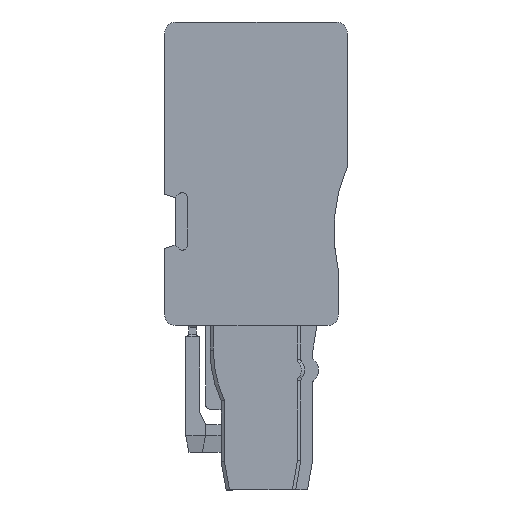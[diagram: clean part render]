
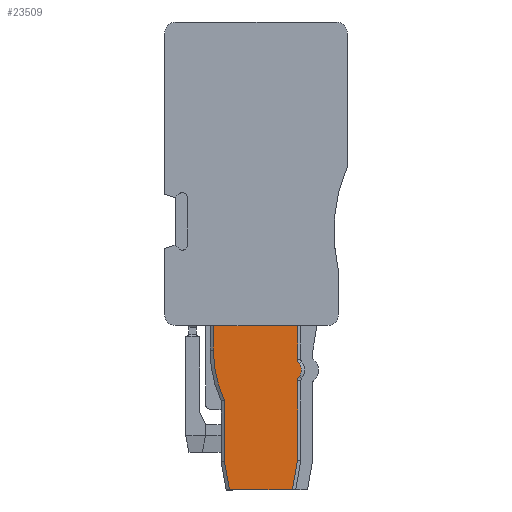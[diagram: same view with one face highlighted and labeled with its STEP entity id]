
A CAD part, left-side view. The second image highlights one B-rep face of the part: STEP entity #23509.
In plain terms, the highlighted planar face has unit normal (-1, 0, 0).
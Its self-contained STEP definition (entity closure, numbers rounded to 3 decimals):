
#23425=AXIS2_PLACEMENT_3D('Plane Axis2P3D',#23422,#23423,#23424) ;
#23438=AXIS2_PLACEMENT_3D('Circle Axis2P3D',#23436,#23437,$) ;
#23445=AXIS2_PLACEMENT_3D('Circle Axis2P3D',#23443,#23444,$) ;
#23452=AXIS2_PLACEMENT_3D('Circle Axis2P3D',#23450,#23451,$) ;
#23464=AXIS2_PLACEMENT_3D('Circle Axis2P3D',#23462,#23463,$) ;
#13498=CARTESIAN_POINT('Vertex',(0.7,12.1,14.85)) ;
#13501=CARTESIAN_POINT('Line Origine',(0.7,8.3,14.85)) ;
#13505=CARTESIAN_POINT('Vertex',(0.7,4.5,14.85)) ;
#23406=CARTESIAN_POINT('Vertex',(0.7,12.1,12.633)) ;
#23409=CARTESIAN_POINT('Line Origine',(0.7,12.1,13.741)) ;
#23422=CARTESIAN_POINT('Axis2P3D Location',(0.7,7.5,14.85)) ;
#23427=CARTESIAN_POINT('Line Origine',(0.7,4.5,6.266)) ;
#23431=CARTESIAN_POINT('Vertex',(0.7,4.5,2.67)) ;
#23433=CARTESIAN_POINT('Vertex',(0.7,4.5,9.862)) ;
#23436=CARTESIAN_POINT('Axis2P3D Location',(0.7,3.9,9.862)) ;
#23440=CARTESIAN_POINT('Vertex',(0.7,4.36,10.247)) ;
#23443=CARTESIAN_POINT('Axis2P3D Location',(0.7,5.05,10.825)) ;
#23447=CARTESIAN_POINT('Vertex',(0.7,4.36,11.403)) ;
#23450=CARTESIAN_POINT('Axis2P3D Location',(0.7,3.9,11.788)) ;
#23454=CARTESIAN_POINT('Vertex',(0.7,4.5,11.788)) ;
#23457=CARTESIAN_POINT('Line Origine',(0.7,4.5,13.319)) ;
#23462=CARTESIAN_POINT('Axis2P3D Location',(0.7,1.4,12.633)) ;
#23466=CARTESIAN_POINT('Vertex',(0.7,11.1,8.116)) ;
#23469=CARTESIAN_POINT('Line Origine',(0.7,11.1,5.347)) ;
#23473=CARTESIAN_POINT('Vertex',(0.7,11.1,2.578)) ;
#23476=CARTESIAN_POINT('Line Origine',(0.7,10.873,1.289)) ;
#23480=CARTESIAN_POINT('Vertex',(0.7,10.645,0.)) ;
#23483=CARTESIAN_POINT('Line Origine',(0.7,7.808,0.)) ;
#23487=CARTESIAN_POINT('Vertex',(0.7,4.971,0.)) ;
#23490=CARTESIAN_POINT('Line Origine',(0.7,4.735,1.335)) ;
#13502=DIRECTION('Vector Direction',(0.,1.,0.)) ;
#23410=DIRECTION('Vector Direction',(0.,0.,-1.)) ;
#23423=DIRECTION('Axis2P3D Direction',(1.,0.,0.)) ;
#23424=DIRECTION('Axis2P3D XDirection',(0.,1.,0.)) ;
#23428=DIRECTION('Vector Direction',(0.,0.,1.)) ;
#23437=DIRECTION('Axis2P3D Direction',(1.,0.,0.)) ;
#23444=DIRECTION('Axis2P3D Direction',(1.,0.,0.)) ;
#23451=DIRECTION('Axis2P3D Direction',(1.,0.,0.)) ;
#23458=DIRECTION('Vector Direction',(0.,0.,1.)) ;
#23463=DIRECTION('Axis2P3D Direction',(1.,0.,0.)) ;
#23470=DIRECTION('Vector Direction',(0.,0.,1.)) ;
#23477=DIRECTION('Vector Direction',(0.,-0.174,-0.985)) ;
#23484=DIRECTION('Vector Direction',(0.,1.,0.)) ;
#23491=DIRECTION('Vector Direction',(0.,-0.174,0.985)) ;
#13503=VECTOR('Line Direction',#13502,1.) ;
#23411=VECTOR('Line Direction',#23410,1.) ;
#23429=VECTOR('Line Direction',#23428,1.) ;
#23459=VECTOR('Line Direction',#23458,1.) ;
#23471=VECTOR('Line Direction',#23470,1.) ;
#23478=VECTOR('Line Direction',#23477,1.) ;
#23485=VECTOR('Line Direction',#23484,1.) ;
#23492=VECTOR('Line Direction',#23491,1.) ;
#23496=ORIENTED_EDGE('',*,*,#23435,.T.) ;
#23497=ORIENTED_EDGE('',*,*,#23442,.F.) ;
#23498=ORIENTED_EDGE('',*,*,#23449,.F.) ;
#23499=ORIENTED_EDGE('',*,*,#23456,.F.) ;
#23500=ORIENTED_EDGE('',*,*,#23461,.T.) ;
#23501=ORIENTED_EDGE('',*,*,#13507,.F.) ;
#23502=ORIENTED_EDGE('',*,*,#23413,.T.) ;
#23503=ORIENTED_EDGE('',*,*,#23468,.T.) ;
#23504=ORIENTED_EDGE('',*,*,#23475,.T.) ;
#23505=ORIENTED_EDGE('',*,*,#23482,.F.) ;
#23506=ORIENTED_EDGE('',*,*,#23489,.F.) ;
#23507=ORIENTED_EDGE('',*,*,#23494,.F.) ;
#23509=ADVANCED_FACE('Brep With Voids',(#23508),#23426,.F.) ;
#23439=CIRCLE('generated circle',#23438,0.6) ;
#23446=CIRCLE('generated circle',#23445,0.9) ;
#23453=CIRCLE('generated circle',#23452,0.6) ;
#23465=CIRCLE('generated circle',#23464,10.7) ;
#13507=EDGE_CURVE('',#13499,#13506,#13504,.F.) ;
#23413=EDGE_CURVE('',#13499,#23407,#23412,.T.) ;
#23435=EDGE_CURVE('',#23432,#23434,#23430,.T.) ;
#23442=EDGE_CURVE('',#23441,#23434,#23439,.F.) ;
#23449=EDGE_CURVE('',#23448,#23441,#23446,.T.) ;
#23456=EDGE_CURVE('',#23455,#23448,#23453,.F.) ;
#23461=EDGE_CURVE('',#23455,#13506,#23460,.T.) ;
#23468=EDGE_CURVE('',#23407,#23467,#23465,.F.) ;
#23475=EDGE_CURVE('',#23467,#23474,#23472,.F.) ;
#23482=EDGE_CURVE('',#23481,#23474,#23479,.F.) ;
#23489=EDGE_CURVE('',#23488,#23481,#23486,.T.) ;
#23494=EDGE_CURVE('',#23432,#23488,#23493,.F.) ;
#23495=EDGE_LOOP('',(#23496,#23497,#23498,#23499,#23500,#23501,#23502,#23503,#23504,#23505,#23506,#23507)) ;
#23508=FACE_OUTER_BOUND('',#23495,.T.) ;
#13504=LINE('Line',#13501,#13503) ;
#23412=LINE('Line',#23409,#23411) ;
#23430=LINE('Line',#23427,#23429) ;
#23460=LINE('Line',#23457,#23459) ;
#23472=LINE('Line',#23469,#23471) ;
#23479=LINE('Line',#23476,#23478) ;
#23486=LINE('Line',#23483,#23485) ;
#23493=LINE('Line',#23490,#23492) ;
#23426=PLANE('',#23425) ;
#13499=VERTEX_POINT('',#13498) ;
#13506=VERTEX_POINT('',#13505) ;
#23407=VERTEX_POINT('',#23406) ;
#23432=VERTEX_POINT('',#23431) ;
#23434=VERTEX_POINT('',#23433) ;
#23441=VERTEX_POINT('',#23440) ;
#23448=VERTEX_POINT('',#23447) ;
#23455=VERTEX_POINT('',#23454) ;
#23467=VERTEX_POINT('',#23466) ;
#23474=VERTEX_POINT('',#23473) ;
#23481=VERTEX_POINT('',#23480) ;
#23488=VERTEX_POINT('',#23487) ;
